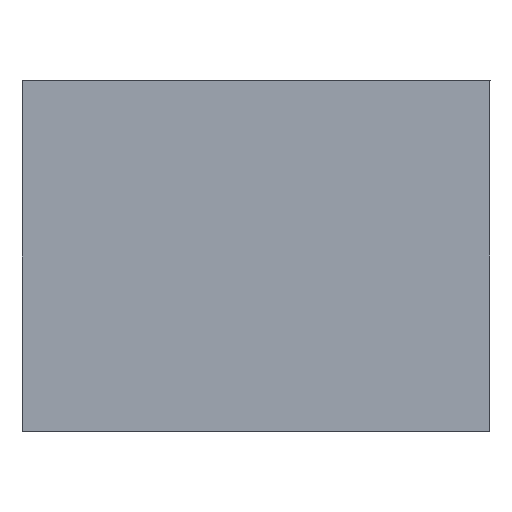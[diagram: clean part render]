
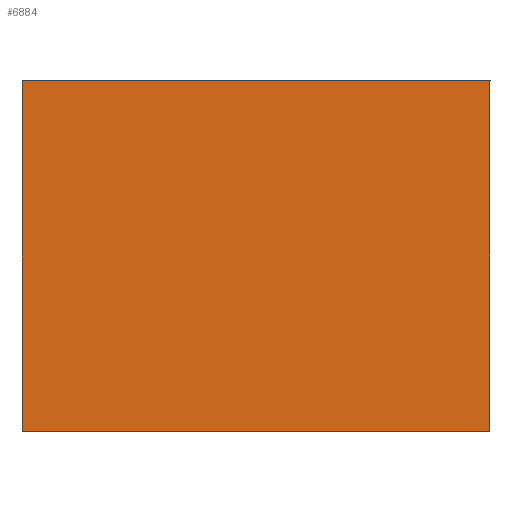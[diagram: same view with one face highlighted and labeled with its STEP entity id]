
A CAD part, front view. The second image highlights one B-rep face of the part: STEP entity #6884.
In plain terms, the highlighted planar face has unit normal (0, -1, 0).
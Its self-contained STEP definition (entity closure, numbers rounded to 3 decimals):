
#74=DIRECTION('',(1.,0.,0.));
#75=VECTOR('',#74,200.);
#76=CARTESIAN_POINT('',(-65.5,52.49,75.));
#77=LINE('',#76,#75);
#78=DIRECTION('',(0.,0.,-1.));
#79=VECTOR('',#78,150.);
#80=CARTESIAN_POINT('',(134.5,52.49,75.));
#81=LINE('',#80,#79);
#82=DIRECTION('',(-1.,0.,0.));
#83=VECTOR('',#82,200.);
#84=CARTESIAN_POINT('',(134.5,52.49,-75.));
#85=LINE('',#84,#83);
#86=DIRECTION('',(0.,0.,1.));
#87=VECTOR('',#86,150.);
#88=CARTESIAN_POINT('',(-65.5,52.49,-75.));
#89=LINE('',#88,#87);
#6020=CARTESIAN_POINT('',(-65.5,52.49,75.));
#6021=CARTESIAN_POINT('',(134.5,52.49,75.));
#6022=VERTEX_POINT('',#6020);
#6023=VERTEX_POINT('',#6021);
#6024=CARTESIAN_POINT('',(134.5,52.49,-75.));
#6025=VERTEX_POINT('',#6024);
#6026=CARTESIAN_POINT('',(-65.5,52.49,
-75.));
#6027=VERTEX_POINT('',#6026);
#6870=CARTESIAN_POINT('',(34.5,52.49,
0.));
#6871=DIRECTION('',(0.,-1.,0.));
#6872=DIRECTION('',(0.,0.,-1.));
#6873=AXIS2_PLACEMENT_3D('',#6870,#6871,#6872);
#6874=PLANE('',#6873);
#6875=ORIENTED_EDGE('',*,*,#6853,.T.);
#6877=ORIENTED_EDGE('',*,*,#6876,.T.);
#6879=ORIENTED_EDGE('',*,*,#6878,.T.);
#6881=ORIENTED_EDGE('',*,*,#6880,.T.);
#6882=EDGE_LOOP('',(#6875,#6877,#6879,#6881));
#6883=FACE_OUTER_BOUND('',#6882,.F.);
#6884=ADVANCED_FACE('',(#6883),#6874,.T.);
#6853=EDGE_CURVE('',#6022,#6023,#77,.T.);
#6876=EDGE_CURVE('',#6023,#6025,#81,.T.);
#6878=EDGE_CURVE('',#6025,#6027,#85,.T.);
#6880=EDGE_CURVE('',#6027,#6022,#89,.T.);
